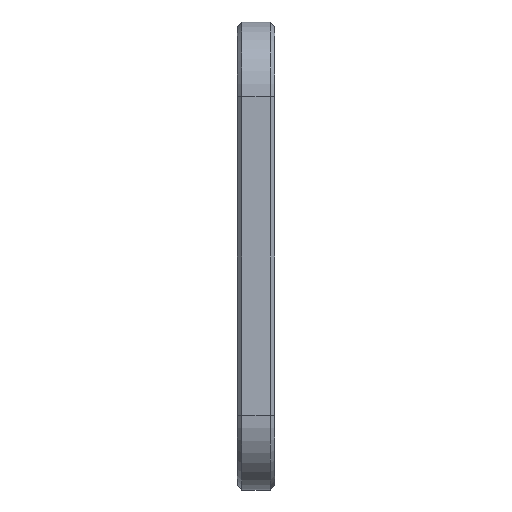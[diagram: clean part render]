
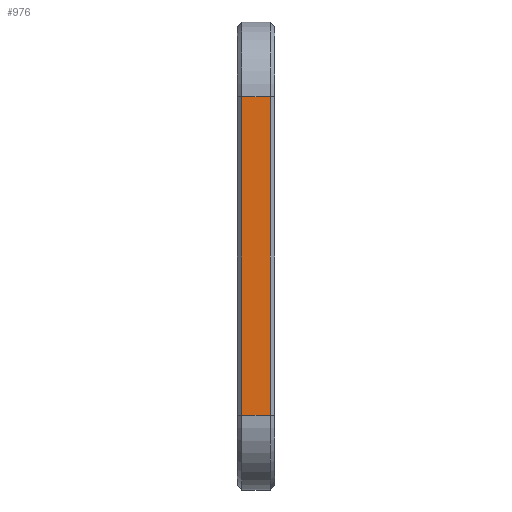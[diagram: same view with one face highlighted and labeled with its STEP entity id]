
A CAD part, left-side view. The second image highlights one B-rep face of the part: STEP entity #976.
In plain terms, the highlighted planar face has unit normal (-1, 0, 0).
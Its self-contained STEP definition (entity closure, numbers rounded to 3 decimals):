
#43 = CARTESIAN_POINT ( 'NONE',  ( -12., 4., -42. ) ) ;
#71 = EDGE_LOOP ( 'NONE', ( #1544, #1491, #1309, #1421 ) ) ;
#98 = CARTESIAN_POINT ( 'NONE',  ( -12., 0.5, -50. ) ) ;
#186 = VERTEX_POINT ( 'NONE', #1502 ) ;
#193 = EDGE_CURVE ( 'NONE', #832, #575, #964, .T. ) ;
#241 = DIRECTION ( 'NONE',  ( 1., 0., 0. ) ) ;
#360 = LINE ( 'NONE', #98, #876 ) ;
#365 = VECTOR ( 'NONE', #685, 1000. ) ;
#496 = DIRECTION ( 'NONE',  ( 0., 0., 1. ) ) ;
#575 = VERTEX_POINT ( 'NONE', #641 ) ;
#641 = CARTESIAN_POINT ( 'NONE',  ( -12., 0.5, -42. ) ) ;
#644 = LINE ( 'NONE', #1489, #1111 ) ;
#679 = CARTESIAN_POINT ( 'NONE',  ( -12., 0.5, -8. ) ) ;
#685 = DIRECTION ( 'NONE',  ( 0., 0., -1. ) ) ;
#695 = DIRECTION ( 'NONE',  ( 0., -1., 0. ) ) ;
#760 = VECTOR ( 'NONE', #695, 1000. ) ;
#762 = FACE_OUTER_BOUND ( 'NONE', #71, .T. ) ;
#832 = VERTEX_POINT ( 'NONE', #1702 ) ;
#876 = VECTOR ( 'NONE', #496, 1000. ) ;
#964 = LINE ( 'NONE', #43, #760 ) ;
#976 = ADVANCED_FACE ( 'NONE', ( #762 ), #1765, .F. ) ;
#979 = EDGE_CURVE ( 'NONE', #575, #1455, #360, .T. ) ;
#1111 = VECTOR ( 'NONE', #1753, 1000. ) ;
#1149 = EDGE_CURVE ( 'NONE', #186, #832, #1366, .T. ) ;
#1204 = CARTESIAN_POINT ( 'NONE',  ( -12., 4., -50. ) ) ;
#1309 = ORIENTED_EDGE ( 'NONE', *, *, #1433, .T. ) ;
#1366 = LINE ( 'NONE', #1507, #365 ) ;
#1421 = ORIENTED_EDGE ( 'NONE', *, *, #1149, .T. ) ;
#1433 = EDGE_CURVE ( 'NONE', #1455, #186, #644, .T. ) ;
#1455 = VERTEX_POINT ( 'NONE', #679 ) ;
#1489 = CARTESIAN_POINT ( 'NONE',  ( -12., 4., -8. ) ) ;
#1491 = ORIENTED_EDGE ( 'NONE', *, *, #979, .T. ) ;
#1502 = CARTESIAN_POINT ( 'NONE',  ( -12., 3.5, -8. ) ) ;
#1507 = CARTESIAN_POINT ( 'NONE',  ( -12., 3.5, -42. ) ) ;
#1544 = ORIENTED_EDGE ( 'NONE', *, *, #193, .T. ) ;
#1619 = DIRECTION ( 'NONE',  ( 0., 0., -1. ) ) ;
#1702 = CARTESIAN_POINT ( 'NONE',  ( -12., 3.5, -42. ) ) ;
#1746 = AXIS2_PLACEMENT_3D ( 'NONE', #1204, #241, #1619 ) ;
#1753 = DIRECTION ( 'NONE',  ( 0., 1., 0. ) ) ;
#1765 = PLANE ( 'NONE',  #1746 ) ;
